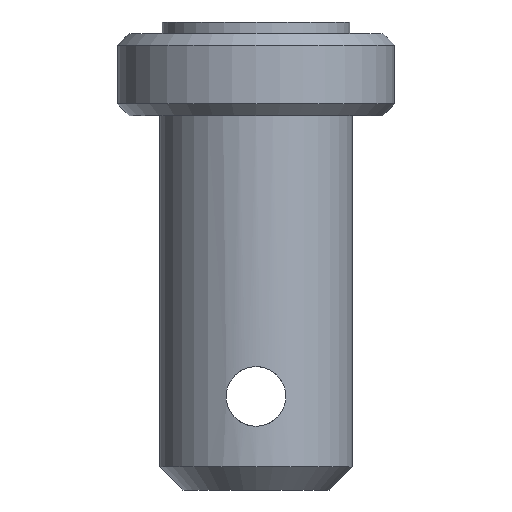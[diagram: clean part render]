
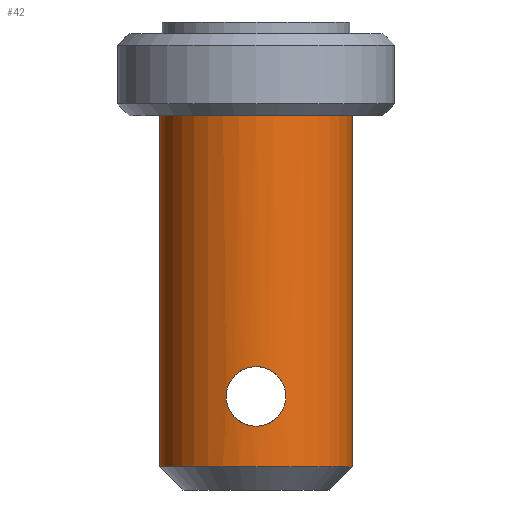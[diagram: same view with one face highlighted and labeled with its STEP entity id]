
A CAD part, front view. The second image highlights one B-rep face of the part: STEP entity #42.
In plain terms, the highlighted cylindrical face has radius 6.54 mm (diameter 13.081 mm), a partial arc.
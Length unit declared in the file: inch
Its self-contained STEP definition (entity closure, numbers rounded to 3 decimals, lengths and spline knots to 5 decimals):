
#6 = CARTESIAN_POINT ( 'NONE',  ( -0.01048, -0.25734, 0.32898 ) ) ;
#26 = CARTESIAN_POINT ( 'NONE',  ( 0., -0.2575, 0.1705 ) ) ;
#29 = VERTEX_POINT ( 'NONE', #307 ) ;
#42 = ADVANCED_FACE ( 'NONE', ( #982, #751 ), #229, .T. ) ;
#47 = CARTESIAN_POINT ( 'NONE',  ( 0.0795, -0.24492, 0.24482 ) ) ;
#51 = DIRECTION ( 'NONE',  ( 0., 0., 1. ) ) ;
#52 = EDGE_CURVE ( 'NONE', #245, #791, #516, .T. ) ;
#57 = DIRECTION ( 'NONE',  ( -1., 0., 0. ) ) ;
#58 = CARTESIAN_POINT ( 'NONE',  ( -0.0795, -0.24492, 0.24476 ) ) ;
#63 = CARTESIAN_POINT ( 'NONE',  ( 0.07693, -0.24574, 0.22929 ) ) ;
#83 = LINE ( 'NONE', #321, #610 ) ;
#91 = VERTEX_POINT ( 'NONE', #365 ) ;
#99 = EDGE_LOOP ( 'NONE', ( #786, #628, #586, #630 ) ) ;
#102 = EDGE_CURVE ( 'NONE', #29, #276, #184, .T. ) ;
#139 = CARTESIAN_POINT ( 'NONE',  ( 0.05253, -0.25211, 0.1901 ) ) ;
#142 = CARTESIAN_POINT ( 'NONE',  ( 0.2575, 0., 1. ) ) ;
#143 = CARTESIAN_POINT ( 'NONE',  ( 0.0353, -0.25511, 0.17858 ) ) ;
#145 = CARTESIAN_POINT ( 'NONE',  ( -0.06893, -0.24812, 0.21006 ) ) ;
#148 = CARTESIAN_POINT ( 'NONE',  ( -0.06352, -0.24965, 0.29891 ) ) ;
#152 = CARTESIAN_POINT ( 'NONE',  ( 0., 0., 0.0625 ) ) ;
#179 = VERTEX_POINT ( 'NONE', #142 ) ;
#184 = LINE ( 'NONE', #434, #764 ) ;
#205 = ORIENTED_EDGE ( 'NONE', *, *, #761, .T. ) ;
#220 = DIRECTION ( 'NONE',  ( 0., 0., -1. ) ) ;
#221 = CARTESIAN_POINT ( 'NONE',  ( -0.05988, -0.25047, 0.19745 ) ) ;
#224 = CARTESIAN_POINT ( 'NONE',  ( 0.07898, -0.24509, 0.23951 ) ) ;
#229 = CYLINDRICAL_SURFACE ( 'NONE', #845, 0.2575 ) ;
#230 = CARTESIAN_POINT ( 'NONE',  ( -0.06943, -0.248, 0.2901 ) ) ;
#235 = CARTESIAN_POINT ( 'NONE',  ( -0.02578, -0.25625, 0.32538 ) ) ;
#236 = EDGE_CURVE ( 'NONE', #29, #179, #293, .T. ) ;
#245 = VERTEX_POINT ( 'NONE', #375 ) ;
#276 = VERTEX_POINT ( 'NONE', #667 ) ;
#291 = CARTESIAN_POINT ( 'NONE',  ( 0.02575, -0.25625, 0.32539 ) ) ;
#293 = CIRCLE ( 'NONE', #893, 0.2575 ) ;
#300 = CARTESIAN_POINT ( 'NONE',  ( -0.07897, -0.24509, 0.23947 ) ) ;
#303 = CARTESIAN_POINT ( 'NONE',  ( 0.03992, -0.25442, 0.31894 ) ) ;
#304 = CARTESIAN_POINT ( 'NONE',  ( -0.0754, -0.24622, 0.27574 ) ) ;
#307 = CARTESIAN_POINT ( 'NONE',  ( -0.2575, 0., 1. ) ) ;
#312 = CARTESIAN_POINT ( 'NONE',  ( -0.03531, -0.25511, 0.17858 ) ) ;
#321 = CARTESIAN_POINT ( 'NONE',  ( 0.2575, 0., 1. ) ) ;
#323 = CARTESIAN_POINT ( 'NONE',  ( -0.00529, -0.2575, 0.3295 ) ) ;
#365 = CARTESIAN_POINT ( 'NONE',  ( 0.2575, 0., 0.0625 ) ) ;
#375 = CARTESIAN_POINT ( 'NONE',  ( 0., -0.2575, 0.3295 ) ) ;
#381 = CARTESIAN_POINT ( 'NONE',  ( 0.07542, -0.24622, 0.22431 ) ) ;
#382 = CARTESIAN_POINT ( 'NONE',  ( -0.03997, -0.25442, 0.18108 ) ) ;
#434 = CARTESIAN_POINT ( 'NONE',  ( -0.2575, 0., 1. ) ) ;
#447 = CARTESIAN_POINT ( 'NONE',  ( 0., 0., 1. ) ) ;
#451 = CARTESIAN_POINT ( 'NONE',  ( 0.00529, -0.2575, 0.3295 ) ) ;
#457 = CARTESIAN_POINT ( 'NONE',  ( -0.07693, -0.24574, 0.22928 ) ) ;
#460 = CARTESIAN_POINT ( 'NONE',  ( 0.02572, -0.25626, 0.1746 ) ) ;
#467 = CARTESIAN_POINT ( 'NONE',  ( -0.05259, -0.2521, 0.30984 ) ) ;
#475 = EDGE_CURVE ( 'NONE', #179, #91, #83, .T. ) ;
#489 = AXIS2_PLACEMENT_3D ( 'NONE', #152, #534, #757 ) ;
#516 = B_SPLINE_CURVE_WITH_KNOTS ( 'NONE', 3,
 ( #664, #451, #674, #970, #291, #600, #303, #902, #533, #607, #987, #594, #741, #829, #906, #47, #224, #63, #381, #822, #895, #139, #604, #537, #143, #460, #756, #528, #678, #818 ),
 .UNSPECIFIED., .F., .F.,
 ( 4, 2, 2, 2, 2, 2, 2, 2, 2, 2, 2, 2, 2, 2, 4 ),
 ( 0., 0.0004, 0.00079, 0.00119, 0.00159, 0.00238, 0.00278, 0.00318, 0.00357, 0.00397, 0.00476, 0.00516, 0.00556, 0.00596, 0.00635 ),
 .UNSPECIFIED. ) ;
#526 = DIRECTION ( 'NONE',  ( 0., 0., -1. ) ) ;
#528 = CARTESIAN_POINT ( 'NONE',  ( 0.01048, -0.25734, 0.17102 ) ) ;
#531 = CARTESIAN_POINT ( 'NONE',  ( 0., 0., 1. ) ) ;
#533 = CARTESIAN_POINT ( 'NONE',  ( 0.0526, -0.2521, 0.30984 ) ) ;
#534 = DIRECTION ( 'NONE',  ( 0., 0., 1. ) ) ;
#537 = CARTESIAN_POINT ( 'NONE',  ( 0.03996, -0.25442, 0.18108 ) ) ;
#538 = CARTESIAN_POINT ( 'NONE',  ( -0.07139, -0.24741, 0.21463 ) ) ;
#586 = ORIENTED_EDGE ( 'NONE', *, *, #102, .T. ) ;
#594 = CARTESIAN_POINT ( 'NONE',  ( 0.07539, -0.24623, 0.27576 ) ) ;
#598 = DIRECTION ( 'NONE',  ( 1., 0., 0. ) ) ;
#600 = CARTESIAN_POINT ( 'NONE',  ( 0.03537, -0.25511, 0.32139 ) ) ;
#601 = CARTESIAN_POINT ( 'NONE',  ( 0., -0.2575, 0.1705 ) ) ;
#604 = CARTESIAN_POINT ( 'NONE',  ( 0.04855, -0.25292, 0.18683 ) ) ;
#605 = CARTESIAN_POINT ( 'NONE',  ( -0.05254, -0.25211, 0.19011 ) ) ;
#607 = CARTESIAN_POINT ( 'NONE',  ( 0.06352, -0.24965, 0.2989 ) ) ;
#610 = VECTOR ( 'NONE', #696, 39.37008 ) ;
#615 = CARTESIAN_POINT ( 'NONE',  ( -0.03992, -0.25442, 0.31894 ) ) ;
#628 = ORIENTED_EDGE ( 'NONE', *, *, #236, .F. ) ;
#630 = ORIENTED_EDGE ( 'NONE', *, *, #693, .T. ) ;
#664 = CARTESIAN_POINT ( 'NONE',  ( 0., -0.2575, 0.3295 ) ) ;
#667 = CARTESIAN_POINT ( 'NONE',  ( -0.2575, 0., 0.0625 ) ) ;
#674 = CARTESIAN_POINT ( 'NONE',  ( 0.01048, -0.25734, 0.32898 ) ) ;
#675 = CARTESIAN_POINT ( 'NONE',  ( -0.07899, -0.24509, 0.26042 ) ) ;
#678 = CARTESIAN_POINT ( 'NONE',  ( 0.00521, -0.2575, 0.1705 ) ) ;
#679 = CARTESIAN_POINT ( 'NONE',  ( -0.0632, -0.24964, 0.20149 ) ) ;
#684 = CARTESIAN_POINT ( 'NONE',  ( -0.01042, -0.2575, 0.1705 ) ) ;
#693 = EDGE_CURVE ( 'NONE', #276, #91, #769, .T. ) ;
#696 = DIRECTION ( 'NONE',  ( 0., 0., -1. ) ) ;
#707 = CARTESIAN_POINT ( 'NONE',  ( -0.02071, -0.25672, 0.32693 ) ) ;
#721 = CARTESIAN_POINT ( 'NONE',  ( 0., -0.2575, 0.3295 ) ) ;
#741 = CARTESIAN_POINT ( 'NONE',  ( 0.07693, -0.24574, 0.27072 ) ) ;
#751 = FACE_BOUND ( 'NONE', #966, .T. ) ;
#752 = CARTESIAN_POINT ( 'NONE',  ( -0.02093, -0.25683, 0.17261 ) ) ;
#756 = CARTESIAN_POINT ( 'NONE',  ( 0.02076, -0.25671, 0.17308 ) ) ;
#757 = DIRECTION ( 'NONE',  ( 1., 0., 0. ) ) ;
#761 = EDGE_CURVE ( 'NONE', #791, #245, #991, .T. ) ;
#764 = VECTOR ( 'NONE', #526, 39.37008 ) ;
#769 = CIRCLE ( 'NONE', #489, 0.2575 ) ;
#772 = ORIENTED_EDGE ( 'NONE', *, *, #52, .T. ) ;
#786 = ORIENTED_EDGE ( 'NONE', *, *, #475, .F. ) ;
#791 = VERTEX_POINT ( 'NONE', #26 ) ;
#818 = CARTESIAN_POINT ( 'NONE',  ( 0., -0.2575, 0.1705 ) ) ;
#822 = CARTESIAN_POINT ( 'NONE',  ( 0.06939, -0.24801, 0.20982 ) ) ;
#824 = CARTESIAN_POINT ( 'NONE',  ( -0.04856, -0.25292, 0.18684 ) ) ;
#829 = CARTESIAN_POINT ( 'NONE',  ( 0.07899, -0.24509, 0.26044 ) ) ;
#830 = CARTESIAN_POINT ( 'NONE',  ( -0.07542, -0.24622, 0.22431 ) ) ;
#835 = CARTESIAN_POINT ( 'NONE',  ( -0.0795, -0.24492, 0.25524 ) ) ;
#845 = AXIS2_PLACEMENT_3D ( 'NONE', #447, #220, #57 ) ;
#893 = AXIS2_PLACEMENT_3D ( 'NONE', #531, #51, #598 ) ;
#895 = CARTESIAN_POINT ( 'NONE',  ( 0.06353, -0.24965, 0.2011 ) ) ;
#902 = CARTESIAN_POINT ( 'NONE',  ( 0.04854, -0.25292, 0.31317 ) ) ;
#906 = CARTESIAN_POINT ( 'NONE',  ( 0.0795, -0.24492, 0.25526 ) ) ;
#915 = CARTESIAN_POINT ( 'NONE',  ( -0.03538, -0.2551, 0.32138 ) ) ;
#966 = EDGE_LOOP ( 'NONE', ( #772, #205 ) ) ;
#970 = CARTESIAN_POINT ( 'NONE',  ( 0.02069, -0.25672, 0.32694 ) ) ;
#982 = FACE_OUTER_BOUND ( 'NONE', #99, .T. ) ;
#983 = CARTESIAN_POINT ( 'NONE',  ( -0.07694, -0.24574, 0.27067 ) ) ;
#987 = CARTESIAN_POINT ( 'NONE',  ( 0.06943, -0.248, 0.29009 ) ) ;
#991 = B_SPLINE_CURVE_WITH_KNOTS ( 'NONE', 3,
 ( #601, #684, #752, #312, #382, #824, #605, #221, #679, #145, #538, #830, #457, #300, #58, #835, #675, #983, #304, #230, #148, #467, #995, #615, #915, #235, #707, #6, #323, #721 ),
 .UNSPECIFIED., .F., .F.,
 ( 4, 2, 2, 2, 2, 2, 2, 2, 2, 2, 2, 2, 2, 2, 4 ),
 ( 0.00635, 0.00715, 0.00754, 0.00794, 0.00834, 0.00873, 0.00913, 0.00953, 0.00992, 0.01032, 0.01112, 0.01151, 0.01191, 0.01231, 0.0127 ),
 .UNSPECIFIED. ) ;
#995 = CARTESIAN_POINT ( 'NONE',  ( -0.04854, -0.25292, 0.31318 ) ) ;
